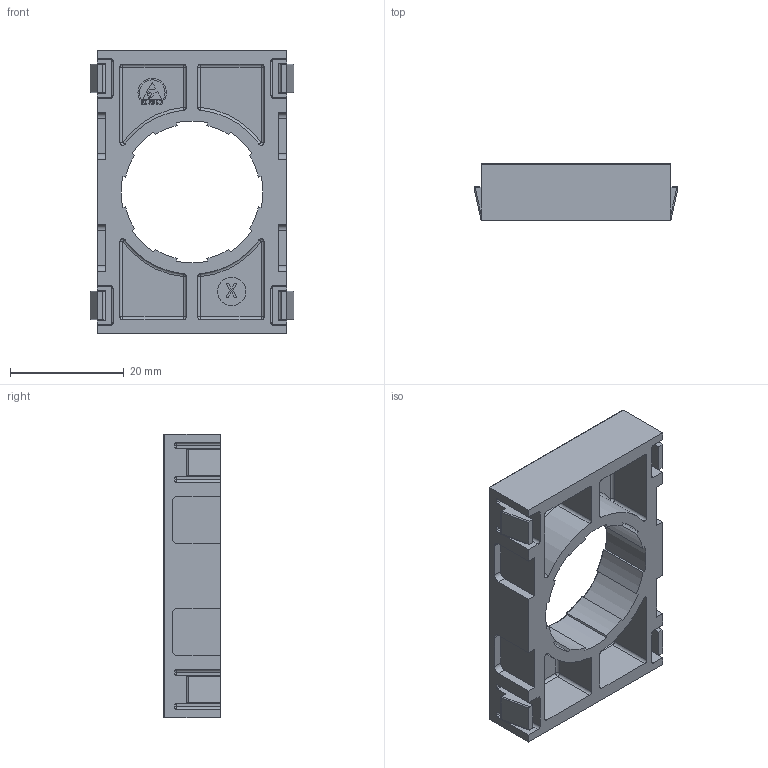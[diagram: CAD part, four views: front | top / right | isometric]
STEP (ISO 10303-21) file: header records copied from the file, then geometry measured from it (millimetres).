
FILE_DESCRIPTION (( 'STEP AP203' ), '1' );
FILE_NAME ('062ACD2491ESD.50.STEP', '2015-09-11T14:27:48', ( 'Fath' ), ( 'Hewlett-Packard Company' ), 'SwSTEP 2.0', 'SolidWorks 2014', '' );
FILE_SCHEMA (( 'CONFIG_CONTROL_DESIGN' ));
Length unit declared in the file: millimetre
Products named in the file (1): 062ACD2491ESD.50
Bounding box: 35.9 x 10 x 50 mm (x, y, z)
Volume: 7074.1 mm3; surface area: 7146.6 mm2
Topology: 1 solids, 1 shells, 404 faces, 1061 edges, 647 vertices
Faces by surface type: plane 198, cylinder 139, torus 29, sphere 28, bspline 10
Entity records: 12632 total; most frequent: CARTESIAN_POINT 2745, ORIENTED_EDGE 2074, DIRECTION 2019, EDGE_CURVE 1037, VECTOR 701, LINE 701, AXIS2_PLACEMENT_3D 659, VERTEX_POINT 647
